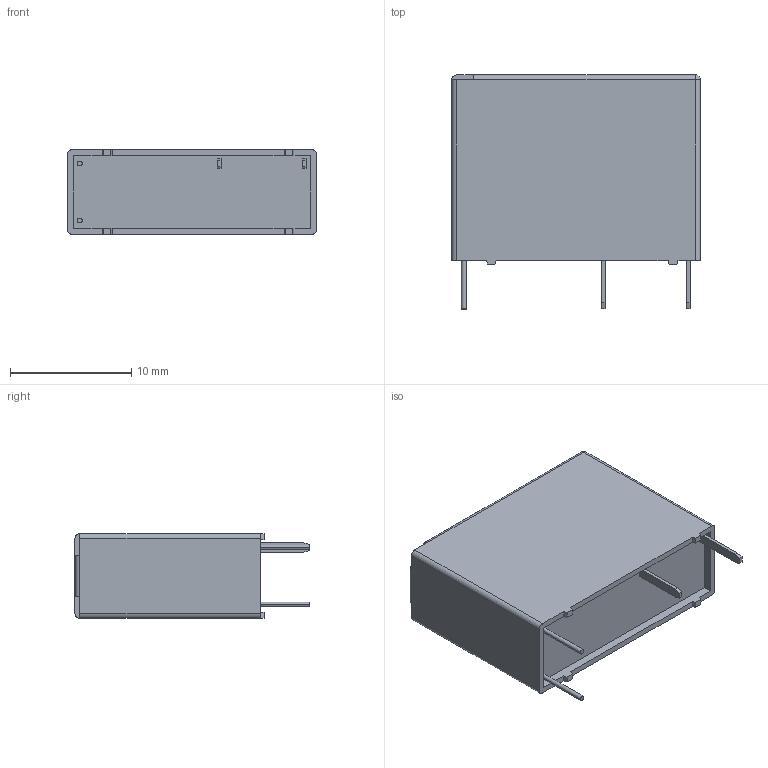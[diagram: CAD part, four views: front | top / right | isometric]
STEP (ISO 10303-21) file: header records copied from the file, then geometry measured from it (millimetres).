
FILE_DESCRIPTION (( 'STEP AP214' ), '1' );
FILE_NAME ('HF46F_005-HS1.STEP', '2024-07-09T21:33:50', ( '' ), ( '' ), 'SwSTEP 2.0', 'SolidWorks 2021', '' );
FILE_SCHEMA (( 'AUTOMOTIVE_DESIGN' ));
Length unit declared in the file: millimetre
Products named in the file (1): HF46F_005-HS1
Bounding box: 20.5 x 19.3 x 7 mm (x, y, z)
Volume: 2111.2 mm3; surface area: 1181.3 mm2
Topology: 5 solids, 5 shells, 66 faces, 160 edges, 102 vertices
Faces by surface type: plane 52, cylinder 12, sphere 2
Entity records: 1956 total; most frequent: CARTESIAN_POINT 327, ORIENTED_EDGE 316, DIRECTION 316, EDGE_CURVE 158, LINE 134, VECTOR 134, VERTEX_POINT 102, AXIS2_PLACEMENT_3D 91
